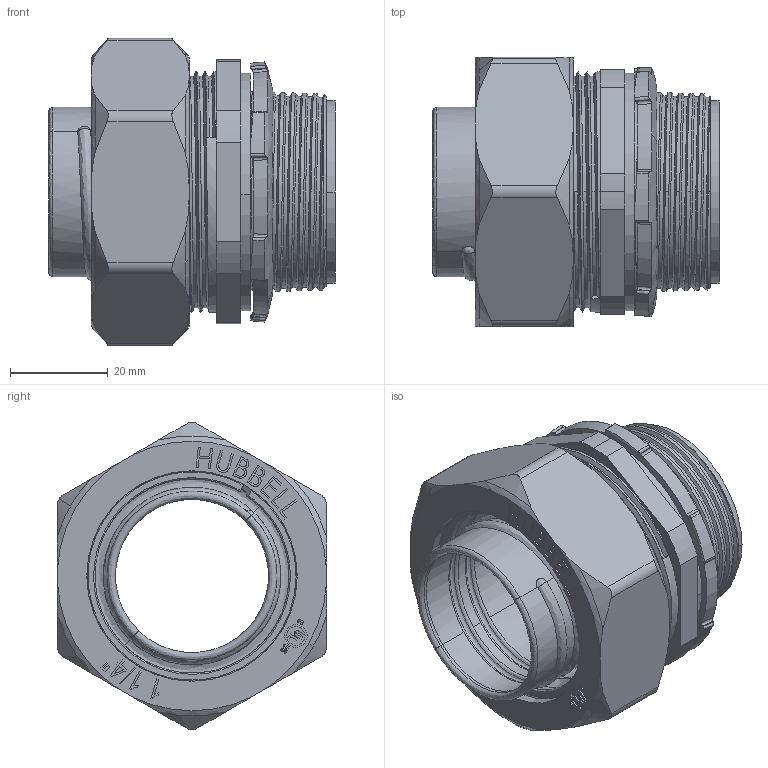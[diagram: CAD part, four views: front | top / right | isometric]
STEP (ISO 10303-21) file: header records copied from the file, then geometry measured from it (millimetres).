
FILE_DESCRIPTION (( 'STEP AP214' ), '1' );
FILE_NAME ('3515RAC.STEP', '2019-07-31T19:42:11', ( '' ), ( '' ), 'SwSTEP 2.0', 'SolidWorks 2018', '' );
FILE_SCHEMA (( 'AUTOMOTIVE_DESIGN' ));
Length unit declared in the file: inch
Products named in the file (1): 3515RAC
Bounding box: 58.52 x 54.99 x 62.76 mm (x, y, z)
Volume: 41861.9 mm3; surface area: 44453.5 mm2
Topology: 7 solids, 7 shells, 533 faces, 1436 edges, 945 vertices
Faces by surface type: plane 215, bspline 134, cylinder 128, cone 56
Entity records: 40422 total; most frequent: CARTESIAN_POINT 21312, ORIENTED_EDGE 2872, DIRECTION 2015, EDGE_CURVE 1436, VERTEX_POINT 945, VECTOR 703, LINE 703, AXIS2_PLACEMENT_3D 656
